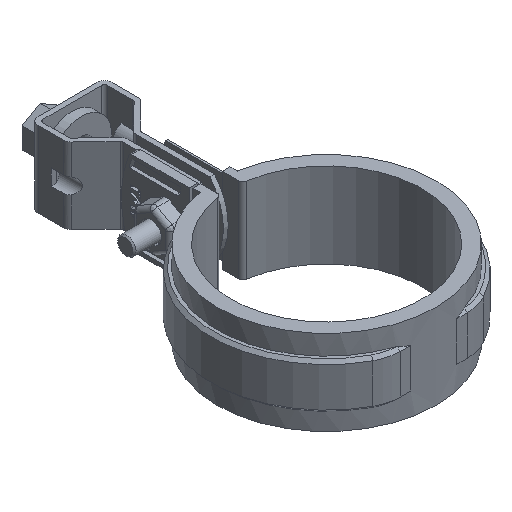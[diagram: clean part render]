
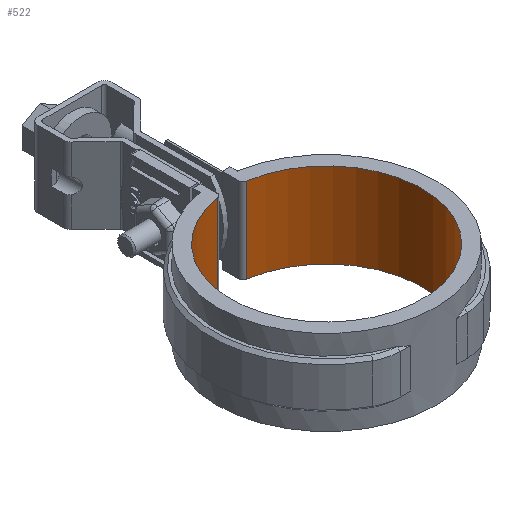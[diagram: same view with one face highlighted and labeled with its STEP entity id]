
A CAD part, isometric view. The second image highlights one B-rep face of the part: STEP entity #522.
In plain terms, the highlighted cylindrical face has radius 31.5 mm (diameter 63 mm), a partial arc.
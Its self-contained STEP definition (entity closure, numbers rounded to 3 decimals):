
#522 = ADVANCED_FACE( '', ( #931 ), #932, .F. );
#931 = FACE_OUTER_BOUND( '', #1662, .T. );
#932 = CYLINDRICAL_SURFACE( '', #1663, 31.5 );
#1662 = EDGE_LOOP( '', ( #4179, #4180, #4181, #4182 ) );
#1663 = AXIS2_PLACEMENT_3D( '', #4183, #4184, #4185 );
#4179 = ORIENTED_EDGE( '', *, *, #6840, .T. );
#4180 = ORIENTED_EDGE( '', *, *, #6837, .T. );
#4181 = ORIENTED_EDGE( '', *, *, #6841, .F. );
#4182 = ORIENTED_EDGE( '', *, *, #6815, .T. );
#4183 = CARTESIAN_POINT( '', ( 0., 0., -118.31 ) );
#4184 = DIRECTION( '', ( 0., 0., -1. ) );
#4185 = DIRECTION( '', ( -1., 0., 0. ) );
#6815 = EDGE_CURVE( '', #7867, #7864, #7868, .T. );
#6837 = EDGE_CURVE( '', #7904, #7901, #7905, .F. );
#6840 = EDGE_CURVE( '', #7864, #7904, #7909, .F. );
#6841 = EDGE_CURVE( '', #7867, #7901, #7910, .F. );
#7864 = VERTEX_POINT( '', #10520 );
#7867 = VERTEX_POINT( '', #10523 );
#7868 = LINE( '', #10524, #10525 );
#7901 = VERTEX_POINT( '', #10568 );
#7904 = VERTEX_POINT( '', #10571 );
#7905 = LINE( '', #10572, #10573 );
#7909 = CIRCLE( '', #10578, 31.5 );
#7910 = CIRCLE( '', #10579, 31.5 );
#10520 = CARTESIAN_POINT( '', ( -4.773, 31.136, 1.5 ) );
#10523 = CARTESIAN_POINT( '', ( -4.773, 31.136, -26.5 ) );
#10524 = CARTESIAN_POINT( '', ( -4.773, 31.136, -118.31 ) );
#10525 = VECTOR( '', #13485, 1000. );
#10568 = CARTESIAN_POINT( '', ( 4.773, 31.136, -26.5 ) );
#10571 = CARTESIAN_POINT( '', ( 4.773, 31.136, 1.5 ) );
#10572 = CARTESIAN_POINT( '', ( 4.773, 31.136, -118.31 ) );
#10573 = VECTOR( '', #13529, 1000. );
#10578 = AXIS2_PLACEMENT_3D( '', #13534, #13535, #13536 );
#10579 = AXIS2_PLACEMENT_3D( '', #13537, #13538, #13539 );
#13485 = DIRECTION( '', ( 0., 0., 1. ) );
#13529 = DIRECTION( '', ( 0., 0., 1. ) );
#13534 = CARTESIAN_POINT( '', ( 0., 0., 1.5 ) );
#13535 = DIRECTION( '', ( 0., 0., -1. ) );
#13536 = DIRECTION( '', ( -1., 0., 0. ) );
#13537 = CARTESIAN_POINT( '', ( 0., 0., -26.5 ) );
#13538 = DIRECTION( '', ( 0., 0., -1. ) );
#13539 = DIRECTION( '', ( -1., 0., 0. ) );
